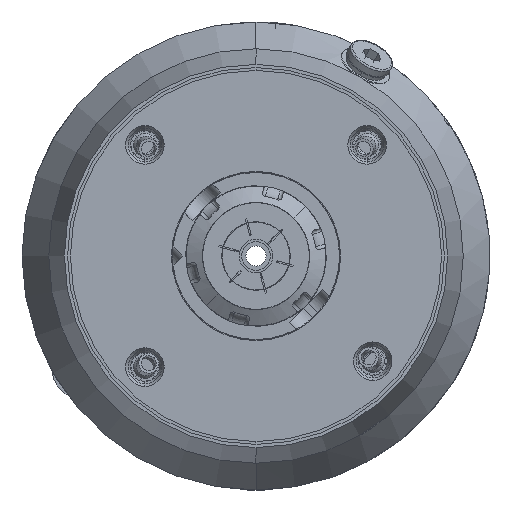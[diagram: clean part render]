
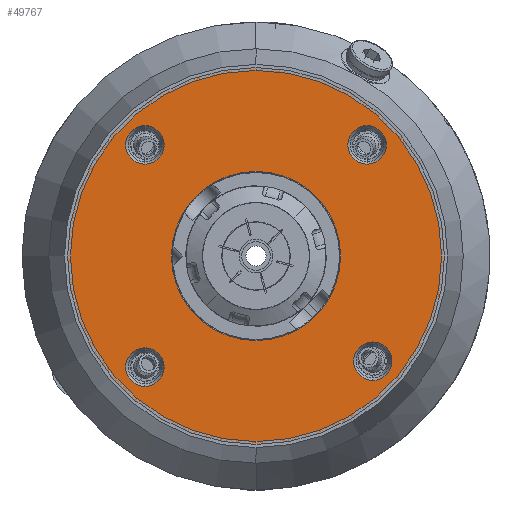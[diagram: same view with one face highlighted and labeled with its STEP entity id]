
A CAD part, left-side view. The second image highlights one B-rep face of the part: STEP entity #49767.
In plain terms, the highlighted planar face has unit normal (-1, 0, 0).
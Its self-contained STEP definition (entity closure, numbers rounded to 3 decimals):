
#12929 = CARTESIAN_POINT ( 'NONE',  ( 5., 0., 0. ) ) ;
#13156 = DIRECTION ( 'NONE',  ( -1., 0., 0. ) ) ;
#13271 = AXIS2_PLACEMENT_3D ( 'NONE', #12929, #13156, #13615 ) ;
#13460 = CIRCLE ( 'NONE', #13271, 56.366 ) ;
#13615 = DIRECTION ( 'NONE',  ( 0., 0., 1. ) ) ;
#14001 = CIRCLE ( 'NONE', #14129, 5.75 ) ;
#14039 = CARTESIAN_POINT ( 'NONE',  ( 5., -34.928, -37.199 ) ) ;
#14126 = DIRECTION ( 'NONE',  ( 0., 0., 1. ) ) ;
#14127 = DIRECTION ( 'NONE',  ( -1., 0., 0. ) ) ;
#14128 = CARTESIAN_POINT ( 'NONE',  ( 5., -34.928, -31.449 ) ) ;
#14129 = AXIS2_PLACEMENT_3D ( 'NONE', #14128, #14127, #14126 ) ;
#14230 = CARTESIAN_POINT ( 'NONE',  ( 5., 0., 25.3 ) ) ;
#14258 = CIRCLE ( 'NONE', #14378, 56.366 ) ;
#14269 = CARTESIAN_POINT ( 'NONE',  ( 5., 0., -25.3 ) ) ;
#14273 = CARTESIAN_POINT ( 'NONE',  ( 5., 33.234, 38.984 ) ) ;
#14306 = CARTESIAN_POINT ( 'NONE',  ( 5., 33.234, 27.484 ) ) ;
#14373 = DIRECTION ( 'NONE',  ( 0., 0., 1. ) ) ;
#14374 = DIRECTION ( 'NONE',  ( -1., 0., 0. ) ) ;
#14377 = DIRECTION ( 'NONE',  ( 0., 0., 1. ) ) ;
#14378 = AXIS2_PLACEMENT_3D ( 'NONE', #14383, #14385, #14377 ) ;
#14379 = CARTESIAN_POINT ( 'NONE',  ( 5., 0., 0. ) ) ;
#14380 = AXIS2_PLACEMENT_3D ( 'NONE', #14379, #14374, #14373 ) ;
#14381 = CIRCLE ( 'NONE', #14380, 25.3 ) ;
#14383 = CARTESIAN_POINT ( 'NONE',  ( 5., 0., 0. ) ) ;
#14385 = DIRECTION ( 'NONE',  ( -1., 0., 0. ) ) ;
#14395 = DIRECTION ( 'NONE',  ( 0., 0., 1. ) ) ;
#14396 = DIRECTION ( 'NONE',  ( -1., 0., 0. ) ) ;
#14397 = AXIS2_PLACEMENT_3D ( 'NONE', #14415, #14396, #14395 ) ;
#14401 = CARTESIAN_POINT ( 'NONE',  ( 5., -33.234, 27.484 ) ) ;
#14407 = CIRCLE ( 'NONE', #14397, 5.75 ) ;
#14408 = CARTESIAN_POINT ( 'NONE',  ( 5., -34.928, -25.699 ) ) ;
#14415 = CARTESIAN_POINT ( 'NONE',  ( 5., 33.234, 33.234 ) ) ;
#14472 = DIRECTION ( 'NONE',  ( 0., 0., 1. ) ) ;
#14473 = DIRECTION ( 'NONE',  ( -1., 0., 0. ) ) ;
#14474 = CARTESIAN_POINT ( 'NONE',  ( 5., 33.234, 33.234 ) ) ;
#14475 = AXIS2_PLACEMENT_3D ( 'NONE', #14474, #14473, #14472 ) ;
#14520 = DIRECTION ( 'NONE',  ( 0., 0., 1. ) ) ;
#14524 = CIRCLE ( 'NONE', #14536, 5.75 ) ;
#14527 = CARTESIAN_POINT ( 'NONE',  ( 5., -33.234, 33.234 ) ) ;
#14535 = DIRECTION ( 'NONE',  ( -1., 0., 0. ) ) ;
#14536 = AXIS2_PLACEMENT_3D ( 'NONE', #14527, #14535, #14520 ) ;
#14541 = DIRECTION ( 'NONE',  ( 0., 0., 1. ) ) ;
#14542 = DIRECTION ( 'NONE',  ( -1., 0., 0. ) ) ;
#14543 = CARTESIAN_POINT ( 'NONE',  ( 5., 0., 0. ) ) ;
#14547 = CIRCLE ( 'NONE', #14555, 25.3 ) ;
#14555 = AXIS2_PLACEMENT_3D ( 'NONE', #14543, #14542, #14541 ) ;
#14569 = CARTESIAN_POINT ( 'NONE',  ( 5., -33.234, 38.984 ) ) ;
#14580 = CARTESIAN_POINT ( 'NONE',  ( 5., 0., -56.366 ) ) ;
#14610 = DIRECTION ( 'NONE',  ( 0., 0., 1. ) ) ;
#14611 = DIRECTION ( 'NONE',  ( -1., 0., 0. ) ) ;
#14612 = CARTESIAN_POINT ( 'NONE',  ( 5., 33.234, -33.234 ) ) ;
#14613 = AXIS2_PLACEMENT_3D ( 'NONE', #14612, #14611, #14610 ) ;
#14614 = CIRCLE ( 'NONE', #14613, 5.75 ) ;
#14619 = CARTESIAN_POINT ( 'NONE',  ( 5., 33.234, -27.484 ) ) ;
#14673 = CIRCLE ( 'NONE', #14475, 5.75 ) ;
#14704 = PLANE ( 'NONE',  #14709 ) ;
#14706 = DIRECTION ( 'NONE',  ( 0., 0., -1. ) ) ;
#14709 = AXIS2_PLACEMENT_3D ( 'NONE', #14728, #14717, #14706 ) ;
#14710 = FACE_OUTER_BOUND ( 'NONE', #49751, .T. ) ;
#14711 = FACE_BOUND ( 'NONE', #49750, .T. ) ;
#14712 = DIRECTION ( 'NONE',  ( 0., 0., 1. ) ) ;
#14713 = DIRECTION ( 'NONE',  ( -1., 0., 0. ) ) ;
#14714 = CARTESIAN_POINT ( 'NONE',  ( 5., 33.234, -33.234 ) ) ;
#14715 = AXIS2_PLACEMENT_3D ( 'NONE', #14714, #14713, #14712 ) ;
#14716 = FACE_BOUND ( 'NONE', #49743, .T. ) ;
#14717 = DIRECTION ( 'NONE',  ( 1., 0., 0. ) ) ;
#14720 = FACE_BOUND ( 'NONE', #49853, .T. ) ;
#14723 = CIRCLE ( 'NONE', #14715, 5.75 ) ;
#14724 = DIRECTION ( 'NONE',  ( 0., 0., 1. ) ) ;
#14725 = DIRECTION ( 'NONE',  ( -1., 0., 0. ) ) ;
#14727 = FACE_BOUND ( 'NONE', #49746, .T. ) ;
#14728 = CARTESIAN_POINT ( 'NONE',  ( 5., 25.3, 0. ) ) ;
#14734 = CIRCLE ( 'NONE', #14741, 5.75 ) ;
#14741 = AXIS2_PLACEMENT_3D ( 'NONE', #14859, #14725, #14724 ) ;
#14742 = FACE_BOUND ( 'NONE', #49754, .T. ) ;
#14835 = CARTESIAN_POINT ( 'NONE',  ( 5., 33.234, -38.984 ) ) ;
#14836 = CIRCLE ( 'NONE', #14866, 5.75 ) ;
#14838 = CARTESIAN_POINT ( 'NONE',  ( 5., -33.234, 33.234 ) ) ;
#14859 = CARTESIAN_POINT ( 'NONE',  ( 5., -34.928, -31.449 ) ) ;
#14861 = CARTESIAN_POINT ( 'NONE',  ( 5., 0., 56.366 ) ) ;
#14866 = AXIS2_PLACEMENT_3D ( 'NONE', #14838, #14869, #14868 ) ;
#14868 = DIRECTION ( 'NONE',  ( 0., 0., 1. ) ) ;
#14869 = DIRECTION ( 'NONE',  ( -1., 0., 0. ) ) ;
#49437 = VERTEX_POINT ( 'NONE', #14039 ) ;
#49438 = EDGE_CURVE ( 'NONE', #49437, #49466, #14001, .T. ) ;
#49455 = VERTEX_POINT ( 'NONE', #14306 ) ;
#49459 = VERTEX_POINT ( 'NONE', #14273 ) ;
#49462 = EDGE_CURVE ( 'NONE', #49455, #49459, #14407, .T. ) ;
#49466 = VERTEX_POINT ( 'NONE', #14408 ) ;
#49473 = VERTEX_POINT ( 'NONE', #14401 ) ;
#49508 = EDGE_CURVE ( 'NONE', #49711, #49713, #14258, .T. ) ;
#49513 = EDGE_CURVE ( 'NONE', #49528, #49518, #14381, .T. ) ;
#49518 = VERTEX_POINT ( 'NONE', #14269 ) ;
#49528 = VERTEX_POINT ( 'NONE', #14230 ) ;
#49576 = EDGE_CURVE ( 'NONE', #49459, #49455, #14673, .T. ) ;
#49602 = VERTEX_POINT ( 'NONE', #14619 ) ;
#49604 = EDGE_CURVE ( 'NONE', #49720, #49602, #14614, .T. ) ;
#49675 = EDGE_CURVE ( 'NONE', #49518, #49528, #14547, .T. ) ;
#49682 = VERTEX_POINT ( 'NONE', #14569 ) ;
#49689 = EDGE_CURVE ( 'NONE', #49473, #49682, #14524, .T. ) ;
#49711 = VERTEX_POINT ( 'NONE', #14580 ) ;
#49712 = EDGE_CURVE ( 'NONE', #49713, #49711, #13460, .T. ) ;
#49713 = VERTEX_POINT ( 'NONE', #14861 ) ;
#49718 = EDGE_CURVE ( 'NONE', #49682, #49473, #14836, .T. ) ;
#49720 = VERTEX_POINT ( 'NONE', #14835 ) ;
#49743 = EDGE_LOOP ( 'NONE', ( #49764, #49762 ) ) ;
#49744 = ORIENTED_EDGE ( 'NONE', *, *, #49747, .F. ) ;
#49745 = ORIENTED_EDGE ( 'NONE', *, *, #49513, .F. ) ;
#49746 = EDGE_LOOP ( 'NONE', ( #49744, #49748 ) ) ;
#49747 = EDGE_CURVE ( 'NONE', #49466, #49437, #14734, .T. ) ;
#49748 = ORIENTED_EDGE ( 'NONE', *, *, #49438, .F. ) ;
#49750 = EDGE_LOOP ( 'NONE', ( #49745, #49768 ) ) ;
#49751 = EDGE_LOOP ( 'NONE', ( #49752, #49771 ) ) ;
#49752 = ORIENTED_EDGE ( 'NONE', *, *, #49712, .T. ) ;
#49754 = EDGE_LOOP ( 'NONE', ( #49756, #49766 ) ) ;
#49756 = ORIENTED_EDGE ( 'NONE', *, *, #49760, .F. ) ;
#49760 = EDGE_CURVE ( 'NONE', #49602, #49720, #14723, .T. ) ;
#49762 = ORIENTED_EDGE ( 'NONE', *, *, #49689, .F. ) ;
#49763 = ORIENTED_EDGE ( 'NONE', *, *, #49576, .F. ) ;
#49764 = ORIENTED_EDGE ( 'NONE', *, *, #49718, .F. ) ;
#49765 = ORIENTED_EDGE ( 'NONE', *, *, #49462, .F. ) ;
#49766 = ORIENTED_EDGE ( 'NONE', *, *, #49604, .F. ) ;
#49767 = ADVANCED_FACE ( 'NONE', ( #14742, #14720, #14716, #14727, #14711, #14710 ), #14704, .F. ) ;
#49768 = ORIENTED_EDGE ( 'NONE', *, *, #49675, .F. ) ;
#49771 = ORIENTED_EDGE ( 'NONE', *, *, #49508, .T. ) ;
#49853 = EDGE_LOOP ( 'NONE', ( #49763, #49765 ) ) ;
